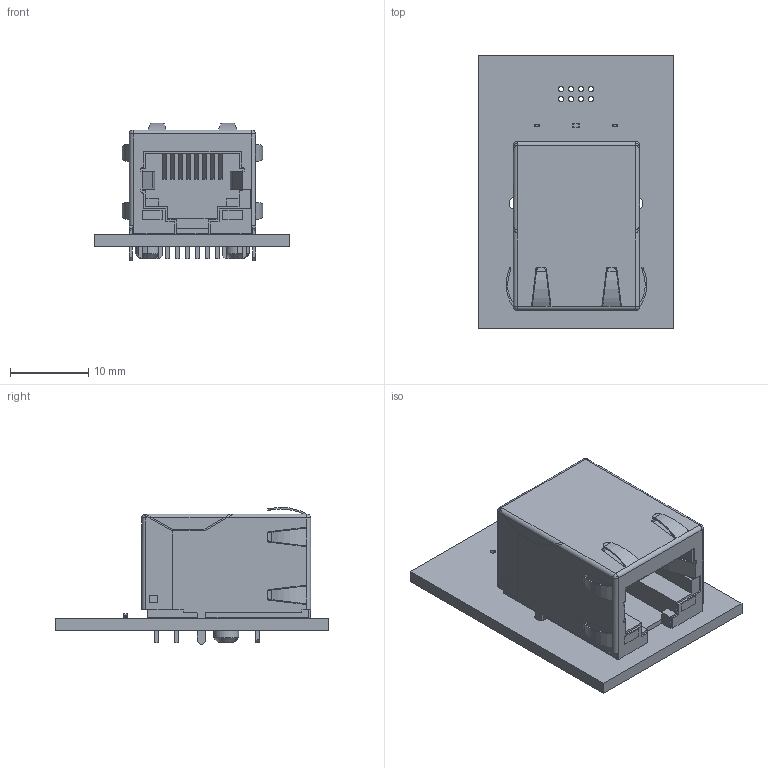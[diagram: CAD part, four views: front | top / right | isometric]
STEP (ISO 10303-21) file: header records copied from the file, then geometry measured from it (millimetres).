
FILE_DESCRIPTION(('KiCad electronic assembly'),'2;1');
FILE_NAME('RJ45 Board.step','2023-12-09T00:26:43',('Pcbnew'),('Kicad'), 'Open CASCADE STEP processor 7.6','KiCad to STEP converter','Unknown' );
FILE_SCHEMA(('AUTOMOTIVE_DESIGN { 1 0 10303 214 1 1 1 1 }'));
Length unit declared in the file: millimetre
Products named in the file (8): RJ45 Board 1; C_0402_1005Metric; SOLID; SI-60062-F; R_0201_0603Metric; RJ45 Board PCB
Assembly tree (8 placements, depth 3):
  RJ45 Board 1
    C_0402_1005Metric
      SOLID
    SI-60062-F
      SOLID
    R_0201_0603Metric  x2
      SOLID
    RJ45 Board PCB
Bounding box: 25 x 35 x 17.54 mm (x, y, z)
Volume: 4653.5 mm3; surface area: 6104.9 mm2
Topology: 5 solids, 5 shells, 524 faces, 1448 edges, 948 vertices
Faces by surface type: plane 351, cylinder 163, sphere 6, cone 4
Full cylindrical faces by diameter (mm): 0.65 x8, 0.9 x8, 1.1 x4, 1.6 x2, 3.25 x2
Entity records: 38972 total; most frequent: CARTESIAN_POINT 11069, DIRECTION 4883, LINE 3374, VECTOR 3374, ORIENTED_EDGE 2752, PCURVE 2752, DEFINITIONAL_REPRESENTATION 2752, EDGE_CURVE 1376
